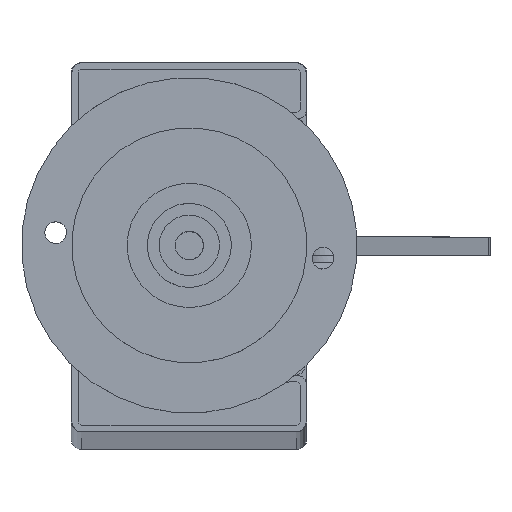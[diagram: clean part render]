
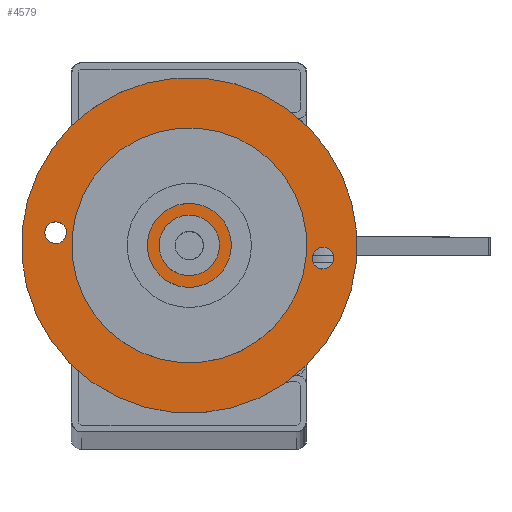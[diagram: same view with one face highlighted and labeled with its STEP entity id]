
A CAD part, top view. The second image highlights one B-rep face of the part: STEP entity #4579.
In plain terms, the highlighted face is planar.
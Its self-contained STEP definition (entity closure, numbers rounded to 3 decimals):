
#79 = FACE_BOUND ( 'NONE', #3392, .T. ) ;
#211 = CARTESIAN_POINT ( 'NONE',  ( 40., 2.5, 3.25 ) ) ;
#237 = CIRCLE ( 'NONE', #2144, 50. ) ;
#385 = CARTESIAN_POINT ( 'NONE',  ( 40., 2.5, 0. ) ) ;
#550 = DIRECTION ( 'NONE',  ( 0., 0., 1. ) ) ;
#561 = CARTESIAN_POINT ( 'NONE',  ( -40., 2.5, 3.25 ) ) ;
#566 = EDGE_CURVE ( 'NONE', #4880, #3071, #896, .T. ) ;
#610 = CIRCLE ( 'NONE', #2843, 9. ) ;
#660 = EDGE_CURVE ( 'NONE', #5039, #899, #2935, .T. ) ;
#661 = ORIENTED_EDGE ( 'NONE', *, *, #660, .F. ) ;
#735 = EDGE_LOOP ( 'NONE', ( #4127, #6016 ) ) ;
#785 = CARTESIAN_POINT ( 'NONE',  ( -40., 2.5, 0. ) ) ;
#798 = DIRECTION ( 'NONE',  ( 0., 0., -1. ) ) ;
#896 = CIRCLE ( 'NONE', #2201, 9. ) ;
#899 = VERTEX_POINT ( 'NONE', #3366 ) ;
#1061 = EDGE_LOOP ( 'NONE', ( #4805, #5148 ) ) ;
#1153 = DIRECTION ( 'NONE',  ( 0., 0., 1. ) ) ;
#1205 = DIRECTION ( 'NONE',  ( 0., 1., 0. ) ) ;
#1271 = FACE_OUTER_BOUND ( 'NONE', #735, .T. ) ;
#1310 = VERTEX_POINT ( 'NONE', #211 ) ;
#1576 = VERTEX_POINT ( 'NONE', #3896 ) ;
#1581 = CIRCLE ( 'NONE', #2555, 3.25 ) ;
#1635 = AXIS2_PLACEMENT_3D ( 'NONE', #385, #5453, #2438 ) ;
#1646 = AXIS2_PLACEMENT_3D ( 'NONE', #785, #3920, #4212 ) ;
#1692 = CARTESIAN_POINT ( 'NONE',  ( 0., 2.5, 0. ) ) ;
#1801 = DIRECTION ( 'NONE',  ( 0., 0., 1. ) ) ;
#1822 = EDGE_CURVE ( 'NONE', #3071, #4880, #610, .T. ) ;
#1942 = EDGE_CURVE ( 'NONE', #5383, #1310, #1581, .T. ) ;
#1958 = AXIS2_PLACEMENT_3D ( 'NONE', #4105, #5283, #2483 ) ;
#1967 = EDGE_CURVE ( 'NONE', #1576, #2771, #237, .T. ) ;
#2013 = CARTESIAN_POINT ( 'NONE',  ( 0., 2.5, 50. ) ) ;
#2031 = DIRECTION ( 'NONE',  ( 0., -1., 0. ) ) ;
#2111 = EDGE_CURVE ( 'NONE', #2771, #1576, #4898, .T. ) ;
#2144 = AXIS2_PLACEMENT_3D ( 'NONE', #5549, #3828, #1153 ) ;
#2145 = CIRCLE ( 'NONE', #1635, 3.25 ) ;
#2169 = DIRECTION ( 'NONE',  ( 0., -1., 0. ) ) ;
#2175 = CARTESIAN_POINT ( 'NONE',  ( 0., 2.5, 0. ) ) ;
#2201 = AXIS2_PLACEMENT_3D ( 'NONE', #2175, #2169, #5757 ) ;
#2438 = DIRECTION ( 'NONE',  ( 0., 0., 1. ) ) ;
#2483 = DIRECTION ( 'NONE',  ( 0., 0., 1. ) ) ;
#2555 = AXIS2_PLACEMENT_3D ( 'NONE', #3291, #1205, #1801 ) ;
#2769 = EDGE_CURVE ( 'NONE', #899, #5039, #3077, .T. ) ;
#2771 = VERTEX_POINT ( 'NONE', #2013 ) ;
#2841 = CARTESIAN_POINT ( 'NONE',  ( -40., 2.5, 0. ) ) ;
#2843 = AXIS2_PLACEMENT_3D ( 'NONE', #1692, #2031, #798 ) ;
#2935 = CIRCLE ( 'NONE', #4907, 3.25 ) ;
#2943 = ORIENTED_EDGE ( 'NONE', *, *, #1822, .T. ) ;
#3006 = FACE_BOUND ( 'NONE', #4747, .T. ) ;
#3071 = VERTEX_POINT ( 'NONE', #5867 ) ;
#3077 = CIRCLE ( 'NONE', #1646, 3.25 ) ;
#3291 = CARTESIAN_POINT ( 'NONE',  ( 40., 2.5, 0. ) ) ;
#3366 = CARTESIAN_POINT ( 'NONE',  ( -40., 2.5, -3.25 ) ) ;
#3392 = EDGE_LOOP ( 'NONE', ( #5045, #2943 ) ) ;
#3828 = DIRECTION ( 'NONE',  ( 0., 1., 0. ) ) ;
#3896 = CARTESIAN_POINT ( 'NONE',  ( 0., 2.5, -50. ) ) ;
#3920 = DIRECTION ( 'NONE',  ( 0., 1., 0. ) ) ;
#4056 = PLANE ( 'NONE',  #5341 ) ;
#4105 = CARTESIAN_POINT ( 'NONE',  ( 0., 2.5, 0. ) ) ;
#4127 = ORIENTED_EDGE ( 'NONE', *, *, #1967, .T. ) ;
#4212 = DIRECTION ( 'NONE',  ( 0., 0., 1. ) ) ;
#4422 = DIRECTION ( 'NONE',  ( 0., 1., 0. ) ) ;
#4579 = ADVANCED_FACE ( 'NONE', ( #79, #5421, #1271, #3006 ), #4056, .T. ) ;
#4595 = DIRECTION ( 'NONE',  ( 0., 1., 0. ) ) ;
#4747 = EDGE_LOOP ( 'NONE', ( #5515, #661 ) ) ;
#4805 = ORIENTED_EDGE ( 'NONE', *, *, #1942, .F. ) ;
#4830 = DIRECTION ( 'NONE',  ( 0., 0., 1. ) ) ;
#4880 = VERTEX_POINT ( 'NONE', #5121 ) ;
#4898 = CIRCLE ( 'NONE', #1958, 50. ) ;
#4907 = AXIS2_PLACEMENT_3D ( 'NONE', #2841, #4422, #550 ) ;
#4985 = EDGE_CURVE ( 'NONE', #1310, #5383, #2145, .T. ) ;
#5039 = VERTEX_POINT ( 'NONE', #561 ) ;
#5045 = ORIENTED_EDGE ( 'NONE', *, *, #566, .T. ) ;
#5121 = CARTESIAN_POINT ( 'NONE',  ( 0., 2.5, -9. ) ) ;
#5148 = ORIENTED_EDGE ( 'NONE', *, *, #4985, .F. ) ;
#5283 = DIRECTION ( 'NONE',  ( 0., 1., 0. ) ) ;
#5328 = CARTESIAN_POINT ( 'NONE',  ( 40., 2.5, -3.25 ) ) ;
#5341 = AXIS2_PLACEMENT_3D ( 'NONE', #5959, #4595, #4830 ) ;
#5383 = VERTEX_POINT ( 'NONE', #5328 ) ;
#5421 = FACE_BOUND ( 'NONE', #1061, .T. ) ;
#5453 = DIRECTION ( 'NONE',  ( 0., 1., 0. ) ) ;
#5515 = ORIENTED_EDGE ( 'NONE', *, *, #2769, .F. ) ;
#5549 = CARTESIAN_POINT ( 'NONE',  ( 0., 2.5, 0. ) ) ;
#5757 = DIRECTION ( 'NONE',  ( 0., 0., -1. ) ) ;
#5867 = CARTESIAN_POINT ( 'NONE',  ( 0., 2.5, 9. ) ) ;
#5959 = CARTESIAN_POINT ( 'NONE',  ( 0., 2.5, 0. ) ) ;
#6016 = ORIENTED_EDGE ( 'NONE', *, *, #2111, .T. ) ;
